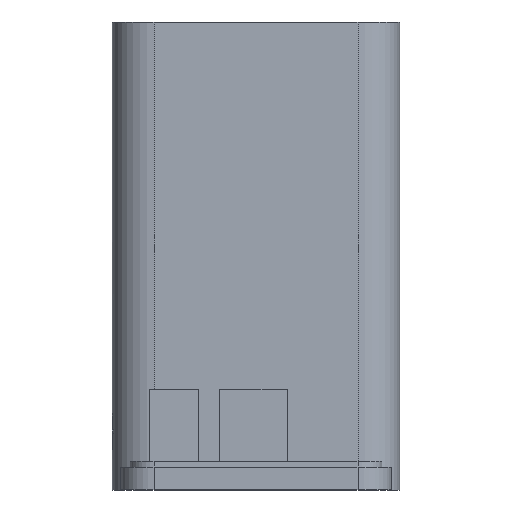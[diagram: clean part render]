
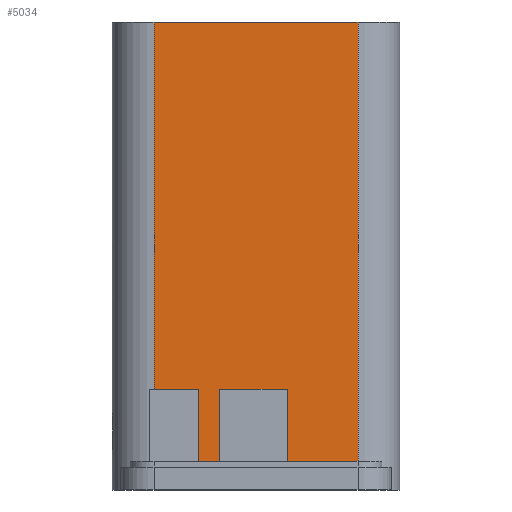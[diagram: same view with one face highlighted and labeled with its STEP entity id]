
A CAD part, left-side view. The second image highlights one B-rep face of the part: STEP entity #5034.
In plain terms, the highlighted planar face has unit normal (-1, 0, 0).
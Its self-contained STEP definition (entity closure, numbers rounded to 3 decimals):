
#447=FACE_OUTER_BOUND('',#766,.T.);
#766=EDGE_LOOP('',(#4307,#4308,#4309,#4310));
#1272=LINE('',#7764,#1876);
#1344=LINE('',#7971,#1948);
#1347=LINE('',#7982,#1951);
#1348=LINE('',#7984,#1952);
#1876=VECTOR('',#6303,10.);
#1948=VECTOR('',#6467,10.);
#1951=VECTOR('',#6478,10.);
#1952=VECTOR('',#6481,10.);
#2375=VERTEX_POINT('',#7749);
#2382=VERTEX_POINT('',#7762);
#2436=VERTEX_POINT('',#7968);
#2437=VERTEX_POINT('',#7970);
#2996=EDGE_CURVE('',#2382,#2375,#1272,.T.);
#3084=EDGE_CURVE('',#2436,#2437,#1344,.T.);
#3090=EDGE_CURVE('',#2375,#2436,#1347,.T.);
#3091=EDGE_CURVE('',#2382,#2437,#1348,.T.);
#4307=ORIENTED_EDGE('',*,*,#3091,.T.);
#4308=ORIENTED_EDGE('',*,*,#3084,.F.);
#4309=ORIENTED_EDGE('',*,*,#3090,.F.);
#4310=ORIENTED_EDGE('',*,*,#2996,.F.);
#4803=PLANE('',#5384);
#5034=ADVANCED_FACE('',(#447),#4803,.T.);
#5384=AXIS2_PLACEMENT_3D('',#7983,#6479,#6480);
#6303=DIRECTION('',(0.,1.,0.));
#6467=DIRECTION('',(0.,-1.,0.));
#6478=DIRECTION('',(0.,0.,1.));
#6479=DIRECTION('center_axis',(-1.,0.,0.));
#6480=DIRECTION('ref_axis',(0.,-1.,0.));
#6481=DIRECTION('',(0.,0.,1.));
#7749=CARTESIAN_POINT('',(133.427,67.993,0.026));
#7762=CARTESIAN_POINT('',(133.427,33.993,0.026));
#7764=CARTESIAN_POINT('',(133.427,33.993,0.026));
#7968=CARTESIAN_POINT('',(133.427,67.993,78.026));
#7970=CARTESIAN_POINT('',(133.427,33.993,78.026));
#7971=CARTESIAN_POINT('',(133.427,67.993,78.026));
#7982=CARTESIAN_POINT('',(133.427,67.993,8.026));
#7983=CARTESIAN_POINT('Origin',(133.427,67.993,8.026));
#7984=CARTESIAN_POINT('',(133.427,33.993,8.026));
